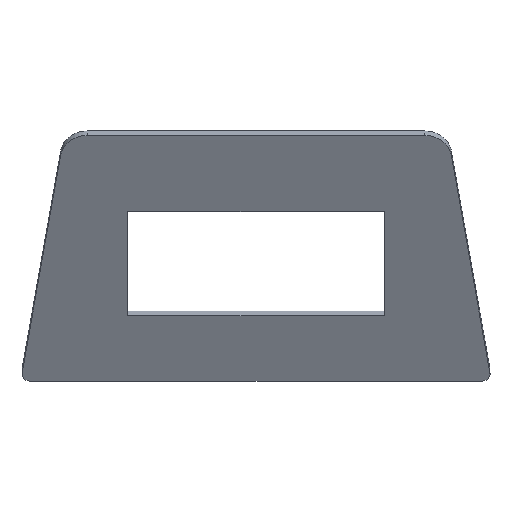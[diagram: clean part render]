
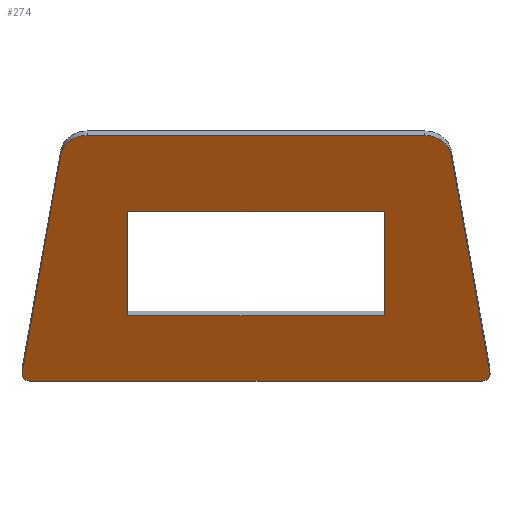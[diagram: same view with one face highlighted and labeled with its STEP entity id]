
A CAD part, top view. The second image highlights one B-rep face of the part: STEP entity #274.
In plain terms, the highlighted planar face has unit normal (0, -0.469, 0.883).
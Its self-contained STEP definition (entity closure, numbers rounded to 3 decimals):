
#18=FACE_BOUND('',#61,.T.);
#23=CIRCLE('',#297,2.8);
#25=CIRCLE('',#301,0.8);
#27=CIRCLE('',#305,0.8);
#29=CIRCLE('',#309,2.8);
#46=FACE_OUTER_BOUND('',#60,.T.);
#60=EDGE_LOOP('',(#228,#229,#230,#231,#232,#233,#234,#235));
#61=EDGE_LOOP('',(#236,#237,#238,#239));
#66=LINE('',#401,#94);
#69=LINE('',#407,#97);
#72=LINE('',#413,#100);
#75=LINE('',#417,#103);
#79=LINE('',#431,#107);
#83=LINE('',#443,#111);
#87=LINE('',#455,#115);
#91=LINE('',#465,#119);
#94=VECTOR('',#322,10.);
#97=VECTOR('',#327,10.);
#100=VECTOR('',#332,10.);
#103=VECTOR('',#337,10.);
#107=VECTOR('',#349,10.);
#111=VECTOR('',#361,10.);
#115=VECTOR('',#373,10.);
#119=VECTOR('',#385,10.);
#122=VERTEX_POINT('',#398);
#123=VERTEX_POINT('',#400);
#125=VERTEX_POINT('',#406);
#127=VERTEX_POINT('',#412);
#130=VERTEX_POINT('',#422);
#131=VERTEX_POINT('',#424);
#133=VERTEX_POINT('',#430);
#135=VERTEX_POINT('',#436);
#137=VERTEX_POINT('',#442);
#139=VERTEX_POINT('',#448);
#141=VERTEX_POINT('',#454);
#143=VERTEX_POINT('',#460);
#146=EDGE_CURVE('',#123,#122,#66,.T.);
#149=EDGE_CURVE('',#125,#123,#69,.T.);
#152=EDGE_CURVE('',#127,#125,#72,.T.);
#155=EDGE_CURVE('',#122,#127,#75,.T.);
#158=EDGE_CURVE('',#131,#130,#23,.T.);
#161=EDGE_CURVE('',#133,#131,#79,.T.);
#164=EDGE_CURVE('',#135,#133,#25,.T.);
#167=EDGE_CURVE('',#137,#135,#83,.T.);
#170=EDGE_CURVE('',#139,#137,#27,.T.);
#173=EDGE_CURVE('',#141,#139,#87,.T.);
#176=EDGE_CURVE('',#143,#141,#29,.T.);
#179=EDGE_CURVE('',#130,#143,#91,.T.);
#228=ORIENTED_EDGE('',*,*,#179,.T.);
#229=ORIENTED_EDGE('',*,*,#176,.T.);
#230=ORIENTED_EDGE('',*,*,#173,.T.);
#231=ORIENTED_EDGE('',*,*,#170,.T.);
#232=ORIENTED_EDGE('',*,*,#167,.T.);
#233=ORIENTED_EDGE('',*,*,#164,.T.);
#234=ORIENTED_EDGE('',*,*,#161,.T.);
#235=ORIENTED_EDGE('',*,*,#158,.T.);
#236=ORIENTED_EDGE('',*,*,#155,.T.);
#237=ORIENTED_EDGE('',*,*,#152,.T.);
#238=ORIENTED_EDGE('',*,*,#149,.T.);
#239=ORIENTED_EDGE('',*,*,#146,.T.);
#260=PLANE('',#311);
#274=ADVANCED_FACE('',(#46,#18),#260,.T.);
#297=AXIS2_PLACEMENT_3D('',#425,#343,#344);
#301=AXIS2_PLACEMENT_3D('',#437,#355,#356);
#305=AXIS2_PLACEMENT_3D('',#449,#367,#368);
#309=AXIS2_PLACEMENT_3D('',#461,#379,#380);
#311=AXIS2_PLACEMENT_3D('',#466,#386,#387);
#322=DIRECTION('',(0.,0.883,0.469));
#327=DIRECTION('',(-1.,0.,0.));
#332=DIRECTION('',(0.,-0.883,-0.469));
#337=DIRECTION('',(1.,0.,0.));
#343=DIRECTION('center_axis',(0.,-0.469,
0.883));
#344=DIRECTION('ref_axis',(0.988,0.136,0.073));
#349=DIRECTION('',(-0.154,0.872,0.464));
#355=DIRECTION('center_axis',(0.,-0.469,0.883));
#356=DIRECTION('ref_axis',(0.,-0.883,-0.469));
#361=DIRECTION('',(1.,0.,0.));
#367=DIRECTION('center_axis',(0.,-0.469,0.883));
#368=DIRECTION('ref_axis',(-0.988,0.136,0.073));
#373=DIRECTION('',(-0.154,-0.872,-0.464));
#379=DIRECTION('center_axis',(0.,-0.469,0.883));
#380=DIRECTION('ref_axis',(0.,0.883,0.469));
#385=DIRECTION('',(-1.,0.,0.));
#386=DIRECTION('center_axis',(0.,-0.469,0.883));
#387=DIRECTION('ref_axis',(1.,0.,0.));
#398=CARTESIAN_POINT('',(-13.9,36.497,42.71));
#400=CARTESIAN_POINT('',(-13.9,25.637,36.935));
#401=CARTESIAN_POINT('',(-13.9,36.497,42.71));
#406=CARTESIAN_POINT('',(12.9,25.637,36.935));
#407=CARTESIAN_POINT('',(-13.9,25.637,36.935));
#412=CARTESIAN_POINT('',(12.9,36.497,42.71));
#413=CARTESIAN_POINT('',(12.9,25.637,36.935));
#417=CARTESIAN_POINT('',(12.9,36.497,42.71));
#422=CARTESIAN_POINT('',(17.14,44.442,46.934));
#424=CARTESIAN_POINT('',(19.906,42.352,45.822));
#425=CARTESIAN_POINT('Origin',(17.14,41.97,45.619));
#430=CARTESIAN_POINT('',(23.929,19.631,33.742));
#431=CARTESIAN_POINT('',(23.929,19.631,33.742));
#436=CARTESIAN_POINT('',(23.139,18.816,33.308));
#437=CARTESIAN_POINT('Origin',(23.139,19.522,33.684));
#442=CARTESIAN_POINT('',(-24.146,18.816,33.308));
#443=CARTESIAN_POINT('',(-24.146,18.816,33.308));
#448=CARTESIAN_POINT('',(-24.936,19.631,33.742));
#449=CARTESIAN_POINT('Origin',(-24.146,19.522,33.684));
#454=CARTESIAN_POINT('',(-20.913,42.352,45.822));
#455=CARTESIAN_POINT('',(-20.913,42.352,45.822));
#460=CARTESIAN_POINT('',(-18.147,44.442,46.934));
#461=CARTESIAN_POINT('Origin',(-18.147,41.97,45.619));
#465=CARTESIAN_POINT('',(17.14,44.442,46.934));
#466=CARTESIAN_POINT('Origin',(-0.504,31.629,40.121));
